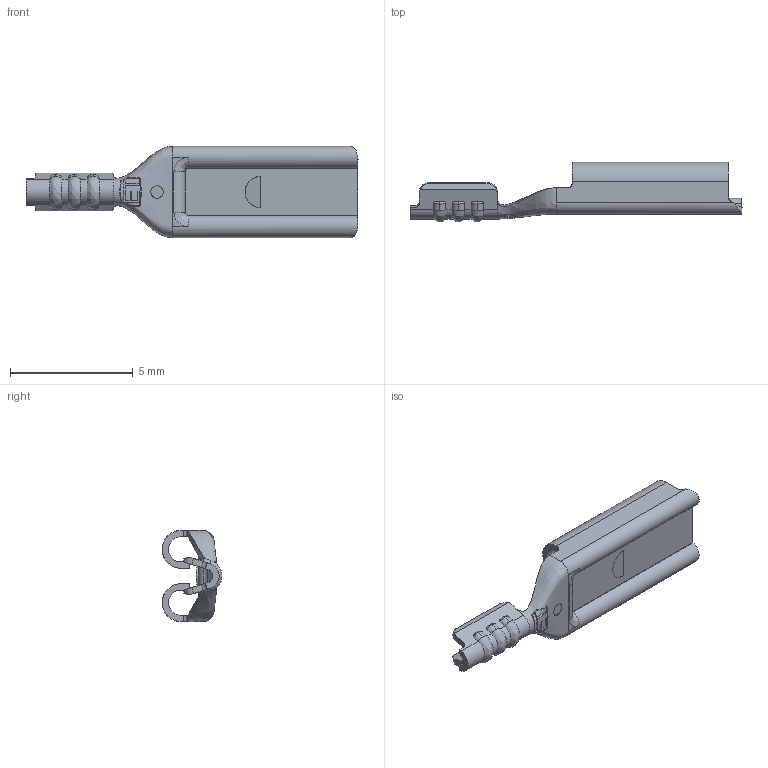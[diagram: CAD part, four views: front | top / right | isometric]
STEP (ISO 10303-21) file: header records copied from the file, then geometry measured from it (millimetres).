
FILE_DESCRIPTION (( 'STEP AP203' ), '1' );
FILE_NAME ('D55.STEP', '2020-02-05T12:14:55', ( 'tempuser' ), ( 'Microsoft' ), 'SwSTEP 2.0', 'SolidWorks 2019', '' );
FILE_SCHEMA (( 'CONFIG_CONTROL_DESIGN' ));
Length unit declared in the file: inch
Products named in the file (1): D55
Bounding box: 13.51 x 2.42 x 3.71 mm (x, y, z)
Volume: 23.3 mm3; surface area: 199.1 mm2
Topology: 1 solids, 1 shells, 201 faces, 517 edges, 325 vertices
Faces by surface type: plane 105, cylinder 56, bspline 33, cone 7
Entity records: 7276 total; most frequent: CARTESIAN_POINT 2617, ORIENTED_EDGE 1034, DIRECTION 851, EDGE_CURVE 517, VERTEX_POINT 325, LINE 291, VECTOR 291, AXIS2_PLACEMENT_3D 280
